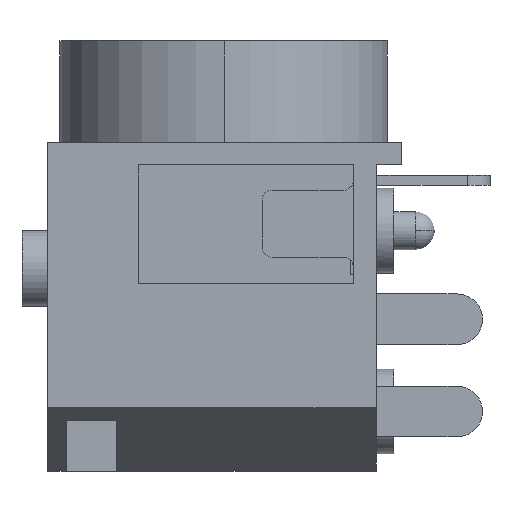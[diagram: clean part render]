
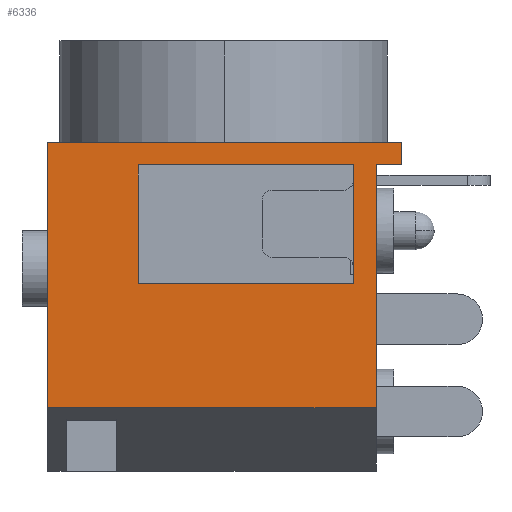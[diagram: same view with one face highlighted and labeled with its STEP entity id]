
A CAD part, left-side view. The second image highlights one B-rep face of the part: STEP entity #6336.
In plain terms, the highlighted planar face has unit normal (-1, 0, 0).
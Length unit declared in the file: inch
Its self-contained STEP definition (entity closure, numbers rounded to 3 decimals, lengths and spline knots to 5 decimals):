
#148 = CARTESIAN_POINT ( 'NONE',  ( -0.29528, -0.20079, -0.19291 ) ) ;
#208 = LINE ( 'NONE', #7404, #4752 ) ;
#258 = LINE ( 'NONE', #1510, #6313 ) ;
#353 = CARTESIAN_POINT ( 'NONE',  ( -0.29528, -0.23622, -0.57087 ) ) ;
#574 = EDGE_CURVE ( 'NONE', #2383, #6647, #3136, .T. ) ;
#605 = DIRECTION ( 'NONE',  ( 0., -1., 0. ) ) ;
#668 = ORIENTED_EDGE ( 'NONE', *, *, #1972, .F. ) ;
#760 = DIRECTION ( 'NONE',  ( 0., -1., 0. ) ) ;
#824 = DIRECTION ( 'NONE',  ( 0., 0., 1. ) ) ;
#895 = CARTESIAN_POINT ( 'NONE',  ( -0.29528, -0.27559, -0.15748 ) ) ;
#934 = CARTESIAN_POINT ( 'NONE',  ( -0.29528, 0.27559, -0.57087 ) ) ;
#996 = EDGE_CURVE ( 'NONE', #7323, #3156, #208, .T. ) ;
#1034 = DIRECTION ( 'NONE',  ( 0., -1., 0. ) ) ;
#1185 = CARTESIAN_POINT ( 'NONE',  ( -0.29528, 0.27559, -0.15748 ) ) ;
#1189 = CARTESIAN_POINT ( 'NONE',  ( -0.29528, -0.27559, -0.19291 ) ) ;
#1247 = ORIENTED_EDGE ( 'NONE', *, *, #5422, .F. ) ;
#1308 = VERTEX_POINT ( 'NONE', #5825 ) ;
#1432 = CARTESIAN_POINT ( 'NONE',  ( -0.29528, -0.23622, -0.19291 ) ) ;
#1510 = CARTESIAN_POINT ( 'NONE',  ( -0.29528, 0.27559, -0.19291 ) ) ;
#1560 = CARTESIAN_POINT ( 'NONE',  ( -0.29528, 0.13386, -0.37795 ) ) ;
#1592 = EDGE_LOOP ( 'NONE', ( #1247, #3832, #668, #6543, #7761, #6891 ) ) ;
#1685 = VERTEX_POINT ( 'NONE', #5622 ) ;
#1766 = PLANE ( 'NONE',  #4328 ) ;
#1952 = ORIENTED_EDGE ( 'NONE', *, *, #3548, .T. ) ;
#1972 = EDGE_CURVE ( 'NONE', #2383, #5298, #3997, .T. ) ;
#2139 = DIRECTION ( 'NONE',  ( 0., 1., 0. ) ) ;
#2207 = DIRECTION ( 'NONE',  ( 0., 0., 1. ) ) ;
#2268 = EDGE_CURVE ( 'NONE', #5298, #6402, #258, .T. ) ;
#2320 = VECTOR ( 'NONE', #605, 39.37008 ) ;
#2383 = VERTEX_POINT ( 'NONE', #3978 ) ;
#2610 = DIRECTION ( 'NONE',  ( 0., -1., 0. ) ) ;
#2671 = LINE ( 'NONE', #148, #7423 ) ;
#2791 = VECTOR ( 'NONE', #7918, 39.37008 ) ;
#3136 = LINE ( 'NONE', #7861, #6035 ) ;
#3156 = VERTEX_POINT ( 'NONE', #895 ) ;
#3170 = VECTOR ( 'NONE', #1034, 39.37008 ) ;
#3548 = EDGE_CURVE ( 'NONE', #6114, #1685, #4682, .T. ) ;
#3832 = ORIENTED_EDGE ( 'NONE', *, *, #2268, .F. ) ;
#3978 = CARTESIAN_POINT ( 'NONE',  ( -0.29528, -0.23622, -0.57087 ) ) ;
#3997 = LINE ( 'NONE', #353, #4782 ) ;
#4308 = CARTESIAN_POINT ( 'NONE',  ( -0.29528, 0.27559, -0.15748 ) ) ;
#4328 = AXIS2_PLACEMENT_3D ( 'NONE', #5025, #5502, #2610 ) ;
#4359 = EDGE_CURVE ( 'NONE', #4676, #6114, #5711, .T. ) ;
#4439 = LINE ( 'NONE', #5818, #4652 ) ;
#4652 = VECTOR ( 'NONE', #760, 39.37008 ) ;
#4676 = VERTEX_POINT ( 'NONE', #1560 ) ;
#4682 = LINE ( 'NONE', #7217, #3170 ) ;
#4703 = VECTOR ( 'NONE', #824, 39.37008 ) ;
#4752 = VECTOR ( 'NONE', #6156, 39.37008 ) ;
#4782 = VECTOR ( 'NONE', #2139, 39.37008 ) ;
#5010 = LINE ( 'NONE', #5452, #2791 ) ;
#5025 = CARTESIAN_POINT ( 'NONE',  ( -0.29528, 0.27559, -0.19291 ) ) ;
#5298 = VERTEX_POINT ( 'NONE', #934 ) ;
#5360 = FACE_OUTER_BOUND ( 'NONE', #1592, .T. ) ;
#5422 = EDGE_CURVE ( 'NONE', #6402, #3156, #7875, .T. ) ;
#5426 = ORIENTED_EDGE ( 'NONE', *, *, #5513, .T. ) ;
#5452 = CARTESIAN_POINT ( 'NONE',  ( -0.29528, -0.20079, -0.37795 ) ) ;
#5502 = DIRECTION ( 'NONE',  ( -1., 0., 0. ) ) ;
#5513 = EDGE_CURVE ( 'NONE', #1685, #1308, #2671, .T. ) ;
#5622 = CARTESIAN_POINT ( 'NONE',  ( -0.29528, -0.20079, -0.19291 ) ) ;
#5711 = LINE ( 'NONE', #6886, #4703 ) ;
#5818 = CARTESIAN_POINT ( 'NONE',  ( -0.29528, 0.27559, -0.19291 ) ) ;
#5825 = CARTESIAN_POINT ( 'NONE',  ( -0.29528, -0.20079, -0.37795 ) ) ;
#6035 = VECTOR ( 'NONE', #6128, 39.37008 ) ;
#6114 = VERTEX_POINT ( 'NONE', #7016 ) ;
#6128 = DIRECTION ( 'NONE',  ( 0., 0., 1. ) ) ;
#6156 = DIRECTION ( 'NONE',  ( 0., 0., 1. ) ) ;
#6313 = VECTOR ( 'NONE', #2207, 39.37008 ) ;
#6336 = ADVANCED_FACE ( 'NONE', ( #5360, #6604 ), #1766, .T. ) ;
#6348 = DIRECTION ( 'NONE',  ( 0., 0., -1. ) ) ;
#6402 = VERTEX_POINT ( 'NONE', #4308 ) ;
#6458 = ORIENTED_EDGE ( 'NONE', *, *, #4359, .T. ) ;
#6543 = ORIENTED_EDGE ( 'NONE', *, *, #574, .T. ) ;
#6604 = FACE_BOUND ( 'NONE', #7229, .T. ) ;
#6647 = VERTEX_POINT ( 'NONE', #1432 ) ;
#6766 = EDGE_CURVE ( 'NONE', #1308, #4676, #5010, .T. ) ;
#6860 = ORIENTED_EDGE ( 'NONE', *, *, #6766, .T. ) ;
#6886 = CARTESIAN_POINT ( 'NONE',  ( -0.29528, 0.13386, -0.37795 ) ) ;
#6891 = ORIENTED_EDGE ( 'NONE', *, *, #996, .T. ) ;
#7016 = CARTESIAN_POINT ( 'NONE',  ( -0.29528, 0.13386, -0.19291 ) ) ;
#7217 = CARTESIAN_POINT ( 'NONE',  ( -0.29528, 0.13386, -0.19291 ) ) ;
#7229 = EDGE_LOOP ( 'NONE', ( #6458, #1952, #5426, #6860 ) ) ;
#7323 = VERTEX_POINT ( 'NONE', #1189 ) ;
#7404 = CARTESIAN_POINT ( 'NONE',  ( -0.29528, -0.27559, -0.19291 ) ) ;
#7423 = VECTOR ( 'NONE', #6348, 39.37008 ) ;
#7761 = ORIENTED_EDGE ( 'NONE', *, *, #7795, .T. ) ;
#7795 = EDGE_CURVE ( 'NONE', #6647, #7323, #4439, .T. ) ;
#7861 = CARTESIAN_POINT ( 'NONE',  ( -0.29528, -0.23622, -0.19291 ) ) ;
#7875 = LINE ( 'NONE', #1185, #2320 ) ;
#7918 = DIRECTION ( 'NONE',  ( 0., 1., 0. ) ) ;
